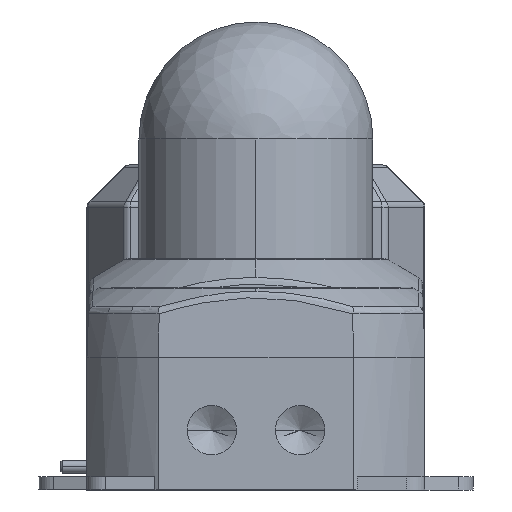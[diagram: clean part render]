
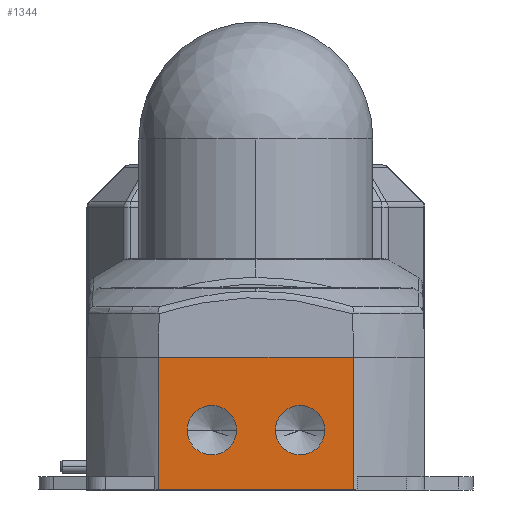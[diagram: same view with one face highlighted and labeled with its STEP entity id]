
A CAD part, front view. The second image highlights one B-rep face of the part: STEP entity #1344.
In plain terms, the highlighted planar face has unit normal (0, -1, 0).
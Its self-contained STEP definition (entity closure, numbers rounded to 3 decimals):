
#81 = CARTESIAN_POINT ( 'NONE',  ( -37.417, -328.4, -51. ) ) ;
#97 = CARTESIAN_POINT ( 'NONE',  ( -37.417, -328.4, -51. ) ) ;
#213 = ORIENTED_EDGE ( 'NONE', *, *, #7872, .T. ) ;
#380 = VERTEX_POINT ( 'NONE', #6876 ) ;
#480 = CARTESIAN_POINT ( 'NONE',  ( 7.513, -328.4, -28. ) ) ;
#638 = VECTOR ( 'NONE', #5057, 1000. ) ;
#699 = DIRECTION ( 'NONE',  ( 0., 1., 0. ) ) ;
#780 = DIRECTION ( 'NONE',  ( 1., 0., 0. ) ) ;
#845 = DIRECTION ( 'NONE',  ( 1., 0., 0. ) ) ;
#888 = DIRECTION ( 'NONE',  ( 1., 0., 0. ) ) ;
#1219 = AXIS2_PLACEMENT_3D ( 'NONE', #4254, #6992, #845 ) ;
#1242 = DIRECTION ( 'NONE',  ( 1., 0., 0. ) ) ;
#1344 = ADVANCED_FACE ( 'NONE', ( #2713, #7508, #1372 ), #4097, .F. ) ;
#1372 = FACE_BOUND ( 'NONE', #4394, .T. ) ;
#1594 = VERTEX_POINT ( 'NONE', #6527 ) ;
#1785 = CARTESIAN_POINT ( 'NONE',  ( 37.417, -328.4, -51. ) ) ;
#2018 = EDGE_LOOP ( 'NONE', ( #4905, #4131 ) ) ;
#2083 = VERTEX_POINT ( 'NONE', #8742 ) ;
#2312 = CARTESIAN_POINT ( 'NONE',  ( 37.417, -328.4, -51. ) ) ;
#2713 = FACE_OUTER_BOUND ( 'NONE', #4815, .T. ) ;
#2775 = AXIS2_PLACEMENT_3D ( 'NONE', #4651, #7387, #1242 ) ;
#2805 = DIRECTION ( 'NONE',  ( 0., 0., 1. ) ) ;
#2837 = VERTEX_POINT ( 'NONE', #7985 ) ;
#2961 = CARTESIAN_POINT ( 'NONE',  ( 37.417, -328.4, -51. ) ) ;
#3262 = CARTESIAN_POINT ( 'NONE',  ( 17., -328.4, -28. ) ) ;
#3432 = DIRECTION ( 'NONE',  ( -1., 0., 0. ) ) ;
#3460 = ORIENTED_EDGE ( 'NONE', *, *, #5844, .F. ) ;
#3609 = VERTEX_POINT ( 'NONE', #2961 ) ;
#3644 = ORIENTED_EDGE ( 'NONE', *, *, #7760, .F. ) ;
#3767 = EDGE_CURVE ( 'NONE', #3609, #4934, #7923, .T. ) ;
#3789 = VECTOR ( 'NONE', #2805, 1000. ) ;
#3859 = VERTEX_POINT ( 'NONE', #8052 ) ;
#3915 = AXIS2_PLACEMENT_3D ( 'NONE', #4186, #6928, #780 ) ;
#4097 = PLANE ( 'NONE',  #4445 ) ;
#4131 = ORIENTED_EDGE ( 'NONE', *, *, #8573, .F. ) ;
#4176 = ORIENTED_EDGE ( 'NONE', *, *, #7814, .F. ) ;
#4186 = CARTESIAN_POINT ( 'NONE',  ( 17., -328.4, -28. ) ) ;
#4254 = CARTESIAN_POINT ( 'NONE',  ( -17., -328.4, -28. ) ) ;
#4296 = LINE ( 'NONE', #7032, #6076 ) ;
#4363 = AXIS2_PLACEMENT_3D ( 'NONE', #3262, #5992, #8716 ) ;
#4394 = EDGE_LOOP ( 'NONE', ( #3460, #7452 ) ) ;
#4445 = AXIS2_PLACEMENT_3D ( 'NONE', #6844, #699, #3432 ) ;
#4525 = DIRECTION ( 'NONE',  ( -1., 0., 0. ) ) ;
#4651 = CARTESIAN_POINT ( 'NONE',  ( -17., -328.4, -28. ) ) ;
#4815 = EDGE_LOOP ( 'NONE', ( #3644, #7675, #213, #4176 ) ) ;
#4905 = ORIENTED_EDGE ( 'NONE', *, *, #5853, .F. ) ;
#4934 = VERTEX_POINT ( 'NONE', #81 ) ;
#4964 = EDGE_CURVE ( 'NONE', #7169, #2837, #7784, .T. ) ;
#5057 = DIRECTION ( 'NONE',  ( 0., 0., 1. ) ) ;
#5095 = CIRCLE ( 'NONE', #1219, 9.487 ) ;
#5501 = CIRCLE ( 'NONE', #2775, 9.487 ) ;
#5565 = VECTOR ( 'NONE', #4525, 1000. ) ;
#5844 = EDGE_CURVE ( 'NONE', #2837, #7169, #8213, .T. ) ;
#5853 = EDGE_CURVE ( 'NONE', #1594, #3859, #5501, .T. ) ;
#5992 = DIRECTION ( 'NONE',  ( 0., -1., 0. ) ) ;
#6076 = VECTOR ( 'NONE', #888, 1000. ) ;
#6217 = LINE ( 'NONE', #97, #3789 ) ;
#6527 = CARTESIAN_POINT ( 'NONE',  ( -7.513, -328.4, -28. ) ) ;
#6844 = CARTESIAN_POINT ( 'NONE',  ( 37.417, -328.4, -51. ) ) ;
#6876 = CARTESIAN_POINT ( 'NONE',  ( -37.417, -328.4, 0. ) ) ;
#6928 = DIRECTION ( 'NONE',  ( 0., -1., 0. ) ) ;
#6992 = DIRECTION ( 'NONE',  ( 0., -1., 0. ) ) ;
#7032 = CARTESIAN_POINT ( 'NONE',  ( 37.417, -328.4, 0. ) ) ;
#7169 = VERTEX_POINT ( 'NONE', #480 ) ;
#7387 = DIRECTION ( 'NONE',  ( 0., -1., 0. ) ) ;
#7452 = ORIENTED_EDGE ( 'NONE', *, *, #4964, .F. ) ;
#7508 = FACE_BOUND ( 'NONE', #2018, .T. ) ;
#7675 = ORIENTED_EDGE ( 'NONE', *, *, #3767, .F. ) ;
#7760 = EDGE_CURVE ( 'NONE', #4934, #380, #6217, .T. ) ;
#7784 = CIRCLE ( 'NONE', #3915, 9.487 ) ;
#7814 = EDGE_CURVE ( 'NONE', #380, #2083, #4296, .T. ) ;
#7872 = EDGE_CURVE ( 'NONE', #3609, #2083, #8453, .T. ) ;
#7923 = LINE ( 'NONE', #1785, #5565 ) ;
#7985 = CARTESIAN_POINT ( 'NONE',  ( 26.487, -328.4, -28. ) ) ;
#8052 = CARTESIAN_POINT ( 'NONE',  ( -26.487, -328.4, -28. ) ) ;
#8213 = CIRCLE ( 'NONE', #4363, 9.487 ) ;
#8453 = LINE ( 'NONE', #2312, #638 ) ;
#8573 = EDGE_CURVE ( 'NONE', #3859, #1594, #5095, .T. ) ;
#8716 = DIRECTION ( 'NONE',  ( 1., 0., 0. ) ) ;
#8742 = CARTESIAN_POINT ( 'NONE',  ( 37.417, -328.4, 0. ) ) ;
